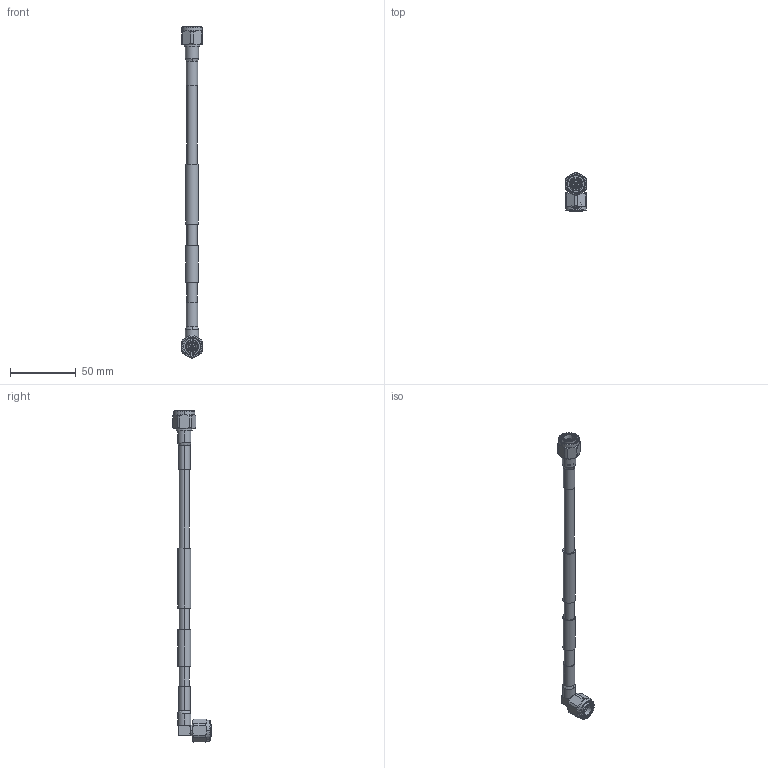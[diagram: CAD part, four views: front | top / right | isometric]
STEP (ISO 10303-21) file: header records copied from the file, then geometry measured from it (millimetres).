
FILE_DESCRIPTION (( 'STEP AP214' ), '1' );
FILE_NAME ('FMCA2268.step', '2021-02-09T19:11:06', ( '' ), ( '' ), 'SwSTEP 2.0', 'SolidWorks 2018', '' );
FILE_SCHEMA (( 'AUTOMOTIVE_DESIGN' ));
Length unit declared in the file: inch
Products named in the file (5): FMCN1713^FMCA2268; FM-1/4SFHC^FMCA2268; Heat Shrink^FMCA2268; FMCN1714^FMCA2268; FMCA2268
Assembly tree (5 placements, depth 2):
  FMCA2268
    FM-1/4SFHC^FMCA2268
    Heat Shrink^FMCA2268  x2
    FMCN1713^FMCA2268
    FMCN1714^FMCA2268
Bounding box: 16 x 29.14 x 253.11 mm (x, y, z)
Volume: 19194.3 mm3; surface area: 12114.9 mm2
Topology: 5 solids, 5 shells, 268 faces, 639 edges, 406 vertices
Faces by surface type: cylinder 115, plane 65, cone 43, torus 26, bspline 19
Entity records: 11898 total; most frequent: CARTESIAN_POINT 5918, ORIENTED_EDGE 1242, DIRECTION 1195, EDGE_CURVE 621, AXIS2_PLACEMENT_3D 509, VERTEX_POINT 394, EDGE_LOOP 291, FACE_OUTER_BOUND 260
